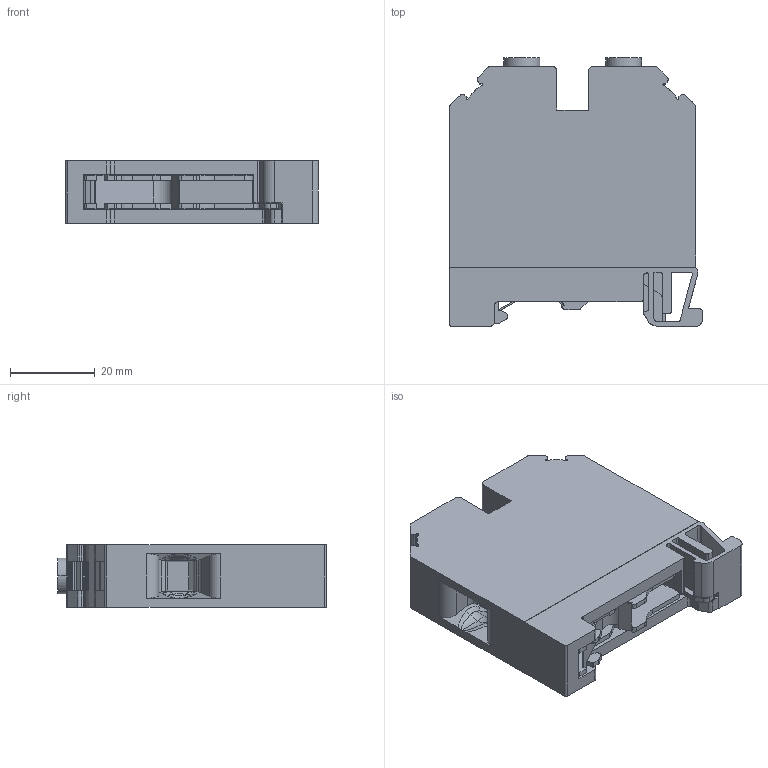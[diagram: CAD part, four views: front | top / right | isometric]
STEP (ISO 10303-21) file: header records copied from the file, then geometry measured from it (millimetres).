
FILE_DESCRIPTION (( 'STEP AP203' ), '1' );
FILE_NAME ('MTK 35.STEP', '2020-03-19T07:05:31', ( '' ), ( '' ), 'SwSTEP 2.0', 'SolidWorks 2011', '' );
FILE_SCHEMA (( 'CONFIG_CONTROL_DESIGN' ));
Length unit declared in the file: millimetre
Products named in the file (1): MTK 35
Bounding box: 59.76 x 63.5 x 14.9 mm (x, y, z)
Volume: 42318.7 mm3; surface area: 14790.5 mm2
Topology: 1 solids, 1 shells, 498 faces, 1444 edges, 954 vertices
Faces by surface type: plane 251, cylinder 205, bspline 36, cone 6
Entity records: 17679 total; most frequent: CARTESIAN_POINT 4420, ORIENTED_EDGE 2888, DIRECTION 2696, EDGE_CURVE 1444, VERTEX_POINT 954, LINE 912, VECTOR 912, AXIS2_PLACEMENT_3D 892
